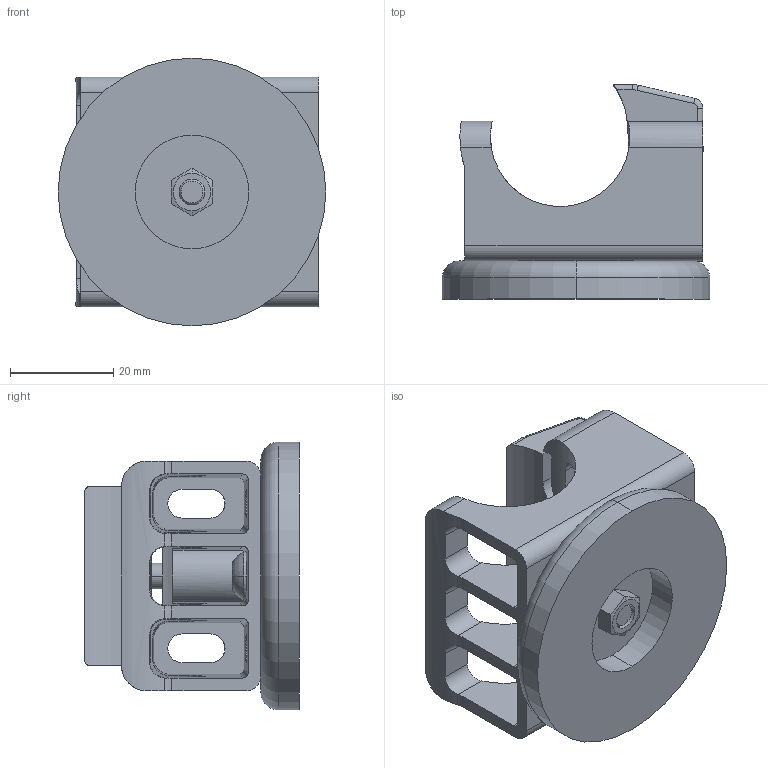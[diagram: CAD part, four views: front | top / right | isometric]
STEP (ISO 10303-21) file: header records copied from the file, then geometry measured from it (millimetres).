
FILE_DESCRIPTION((''),'2;1');
FILE_NAME('196108_ASM','2016-08-01T',('pdmadmin'),(''),'PRO/ENGINEER BY PARAMETRIC TECHNOLOGY CORPORATION, 2016010','PRO/ENGINEER BY PARAMETRIC TECHNOLOGY CORPORATION, 2016010','');
FILE_SCHEMA(('CONFIG_CONTROL_DESIGN'));
Products named in the file (7): 194129; 194130; BHCS_M5X16; 160300; BHCS_M5X8; M5_HEX_NUT; 196108_ASM
Assembly tree (6 placements, depth 2):
  196108_ASM
    194129
    194130
    BHCS_M5X16
    160300
    BHCS_M5X8
    M5_HEX_NUT
Bounding box: 51.8 x 41.5 x 51.8 mm (x, y, z)
Volume: 34105.8 mm3; surface area: 21631.1 mm2
Topology: 6 solids, 6 shells, 239 faces, 617 edges, 396 vertices
Faces by surface type: plane 110, cylinder 89, cone 14, sphere 10, bspline 9, torus 7
Entity records: 8368 total; most frequent: CARTESIAN_POINT 2448, ORIENTED_EDGE 1234, DIRECTION 1153, EDGE_CURVE 617, AXIS2_PLACEMENT_3D 407, VERTEX_POINT 396, VECTOR 339, LINE 339
